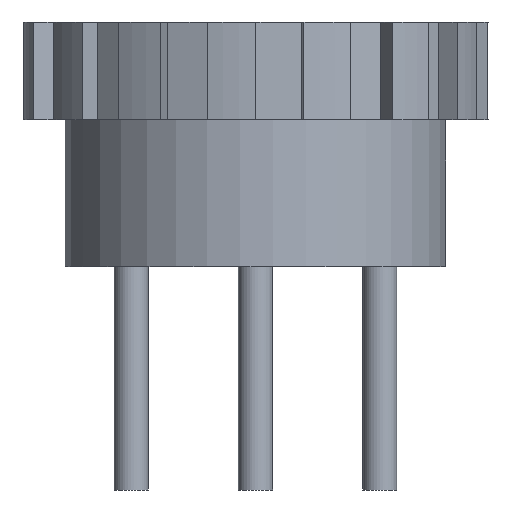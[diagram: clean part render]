
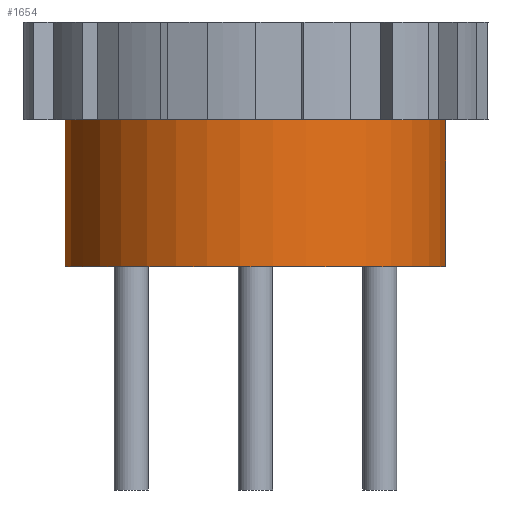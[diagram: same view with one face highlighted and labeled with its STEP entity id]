
A CAD part, left-side view. The second image highlights one B-rep face of the part: STEP entity #1654.
In plain terms, the highlighted cylindrical face has radius 3.901 mm (diameter 7.802 mm), a full revolution.
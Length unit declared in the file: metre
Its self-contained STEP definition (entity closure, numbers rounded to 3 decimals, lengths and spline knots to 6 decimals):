
#44=CIRCLE('',#1798,0.003901);
#45=CIRCLE('',#1799,0.003901);
#67=CYLINDRICAL_SURFACE('',#1797,0.003901);
#521=ORIENTED_EDGE('',*,*,#762,.T.);
#522=ORIENTED_EDGE('',*,*,#763,.F.);
#762=EDGE_CURVE('',#920,#920,#44,.T.);
#763=EDGE_CURVE('',#921,#921,#45,.T.);
#920=VERTEX_POINT('',#2720);
#921=VERTEX_POINT('',#2722);
#1397=EDGE_LOOP('',(#521));
#1398=EDGE_LOOP('',(#522));
#1492=FACE_BOUND('',#1397,.T.);
#1493=FACE_BOUND('',#1398,.T.);
#1654=ADVANCED_FACE('',(#1492,#1493),#67,.T.);
#1797=AXIS2_PLACEMENT_3D('',#2718,#2229,#2230);
#1798=AXIS2_PLACEMENT_3D('',#2719,#2231,#2232);
#1799=AXIS2_PLACEMENT_3D('',#2721,#2233,#2234);
#2229=DIRECTION('',(0.,0.,1.));
#2230=DIRECTION('',(1.,0.,0.));
#2231=DIRECTION('',(0.,0.,1.));
#2232=DIRECTION('',(1.,0.,0.));
#2233=DIRECTION('',(0.,0.,1.));
#2234=DIRECTION('',(1.,0.,0.));
#2718=CARTESIAN_POINT('',(-0.001136,0.,-0.003));
#2719=CARTESIAN_POINT('',(-0.001136,0.,-0.003));
#2720=CARTESIAN_POINT('',(-0.002124,-0.003774,-0.003));
#2721=CARTESIAN_POINT('',(-0.001136,0.,0.));
#2722=CARTESIAN_POINT('',(-0.002124,-0.003774,0.));
